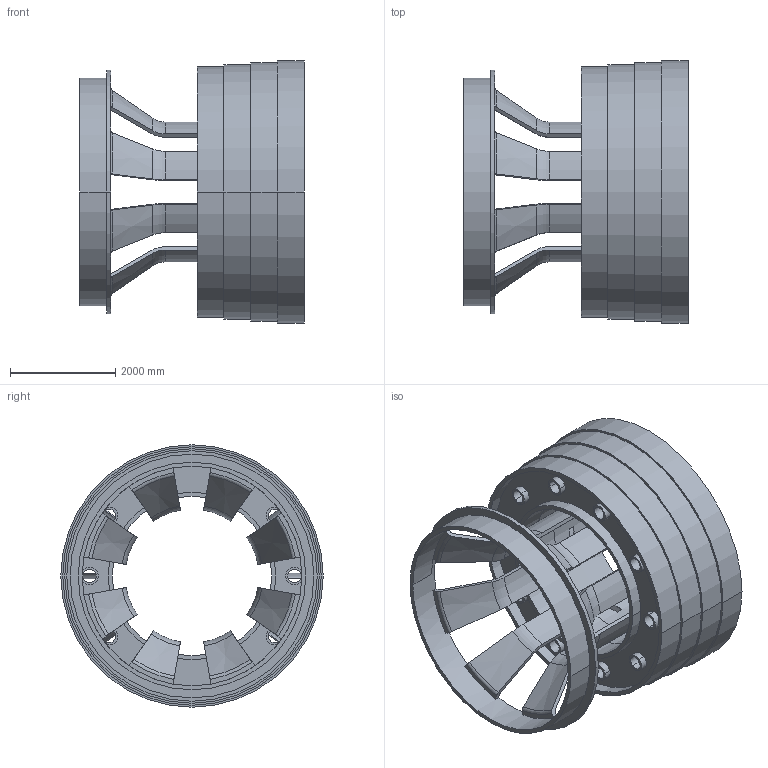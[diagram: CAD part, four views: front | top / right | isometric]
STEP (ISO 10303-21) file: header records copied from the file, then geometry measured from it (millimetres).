
FILE_DESCRIPTION((''),'2;1');
FILE_NAME('PETROL_INTAKE_BRACKET','2025-12-19T09:18:50',('H576696'),('Honeywell International Inc.'),'CREO PARAMETRIC BY PTC INC, 2023134','CREO PARAMETRIC BY PTC INC, 2023134','');
FILE_SCHEMA(('AUTOMOTIVE_DESIGN { 1 0 10303 214 1 1 1 1 }'));
Length unit declared in the file: inch
Products named in the file (1): PETROL_INTAKE_BRACKET
Bounding box: 4258.82 x 4978.4 x 4978.4 mm (x, y, z)
Volume: 7071970117.3 mm3; surface area: 202865657.4 mm2
Topology: 1 solids, 1 shells, 251 faces, 708 edges, 472 vertices
Faces by surface type: cylinder 94, plane 53, extrusion 40, cone 32, torus 32
Entity records: 19450 total; most frequent: CARTESIAN_POINT 8330, DIRECTION 1500, ORIENTED_EDGE 1416, PRESENTATION_STYLE_ASSIGNMENT 1000, STYLED_ITEM 1000, CURVE_STYLE 748, EDGE_CURVE 708, AXIS2_PLACEMENT_3D 588
